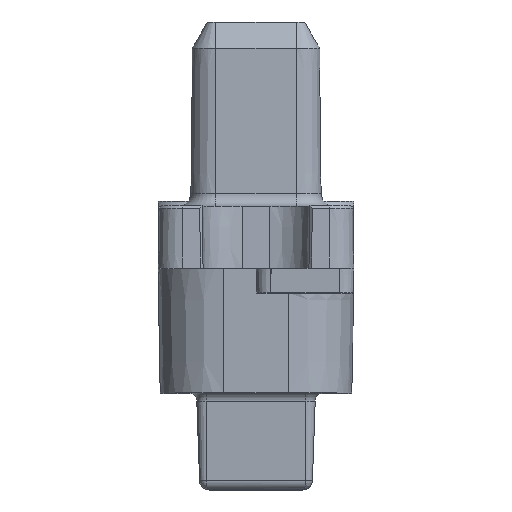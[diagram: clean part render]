
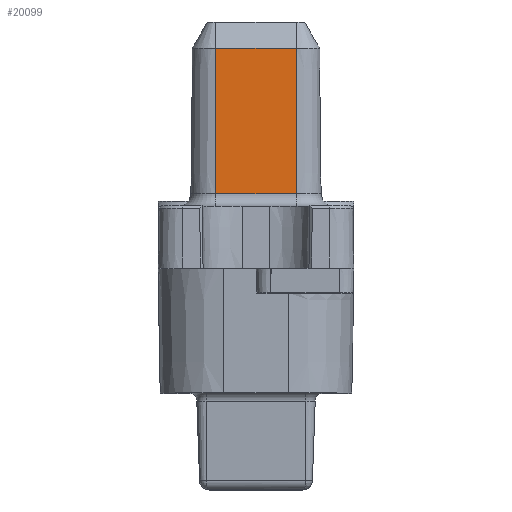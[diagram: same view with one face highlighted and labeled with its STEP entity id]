
A CAD part, top view. The second image highlights one B-rep face of the part: STEP entity #20099.
In plain terms, the highlighted planar face has unit normal (0, 0.009, 1).
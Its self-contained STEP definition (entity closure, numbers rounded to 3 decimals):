
#1848 = LINE ( 'NONE', #11649, #23043 ) ;
#2930 = CARTESIAN_POINT ( 'NONE',  ( 4.088, 22.477, 24.838 ) ) ;
#3501 = PLANE ( 'NONE',  #28002 ) ;
#3639 = EDGE_CURVE ( 'NONE', #8728, #28080, #5202, .T. ) ;
#3645 = CARTESIAN_POINT ( 'NONE',  ( 4.088, 6.35, 24.979 ) ) ;
#5202 = LINE ( 'NONE', #39146, #36256 ) ;
#7160 = EDGE_CURVE ( 'NONE', #8635, #32169, #1848, .T. ) ;
#7300 = VECTOR ( 'NONE', #11217, 1000. ) ;
#7420 = ORIENTED_EDGE ( 'NONE', *, *, #7160, .T. ) ;
#8635 = VERTEX_POINT ( 'NONE', #2930 ) ;
#8728 = VERTEX_POINT ( 'NONE', #13605 ) ;
#11217 = DIRECTION ( 'NONE',  ( 0., -1., 0.009 ) ) ;
#11649 = CARTESIAN_POINT ( 'NONE',  ( -4.088, 22.477, 24.838 ) ) ;
#13482 = DIRECTION ( 'NONE',  ( 0., 0.009, 1. ) ) ;
#13605 = CARTESIAN_POINT ( 'NONE',  ( -4.088, 7.639, 24.968 ) ) ;
#14380 = CARTESIAN_POINT ( 'NONE',  ( -4.088, 6.35, 24.979 ) ) ;
#17547 = CARTESIAN_POINT ( 'NONE',  ( -4.088, 22.477, 24.838 ) ) ;
#17612 = FACE_OUTER_BOUND ( 'NONE', #39602, .T. ) ;
#18279 = DIRECTION ( 'NONE',  ( -1., 0., 0. ) ) ;
#19402 = DIRECTION ( 'NONE',  ( 0., -1., 0.009 ) ) ;
#19458 = DIRECTION ( 'NONE',  ( 1., 0., 0. ) ) ;
#19967 = ORIENTED_EDGE ( 'NONE', *, *, #36548, .T. ) ;
#20099 = ADVANCED_FACE ( 'NONE', ( #17612 ), #3501, .T. ) ;
#21548 = LINE ( 'NONE', #3645, #32448 ) ;
#21759 = ORIENTED_EDGE ( 'NONE', *, *, #30858, .F. ) ;
#23043 = VECTOR ( 'NONE', #18279, 1000. ) ;
#28002 = AXIS2_PLACEMENT_3D ( 'NONE', #32851, #13482, #19402 ) ;
#28080 = VERTEX_POINT ( 'NONE', #36382 ) ;
#30076 = DIRECTION ( 'NONE',  ( 0., -1., 0.009 ) ) ;
#30858 = EDGE_CURVE ( 'NONE', #8635, #28080, #21548, .T. ) ;
#31546 = LINE ( 'NONE', #14380, #7300 ) ;
#32169 = VERTEX_POINT ( 'NONE', #17547 ) ;
#32448 = VECTOR ( 'NONE', #30076, 1000. ) ;
#32851 = CARTESIAN_POINT ( 'NONE',  ( -4.088, 6.35, 24.979 ) ) ;
#36256 = VECTOR ( 'NONE', #19458, 1000. ) ;
#36382 = CARTESIAN_POINT ( 'NONE',  ( 4.088, 7.639, 24.968 ) ) ;
#36548 = EDGE_CURVE ( 'NONE', #32169, #8728, #31546, .T. ) ;
#39146 = CARTESIAN_POINT ( 'NONE',  ( -4.088, 7.639, 24.968 ) ) ;
#39602 = EDGE_LOOP ( 'NONE', ( #19967, #41524, #21759, #7420 ) ) ;
#41524 = ORIENTED_EDGE ( 'NONE', *, *, #3639, .T. ) ;
